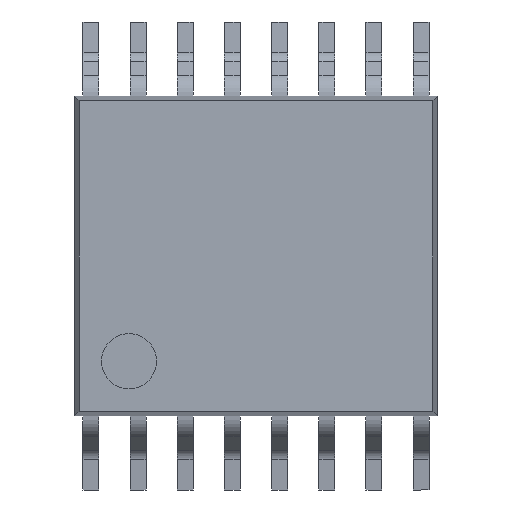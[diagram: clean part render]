
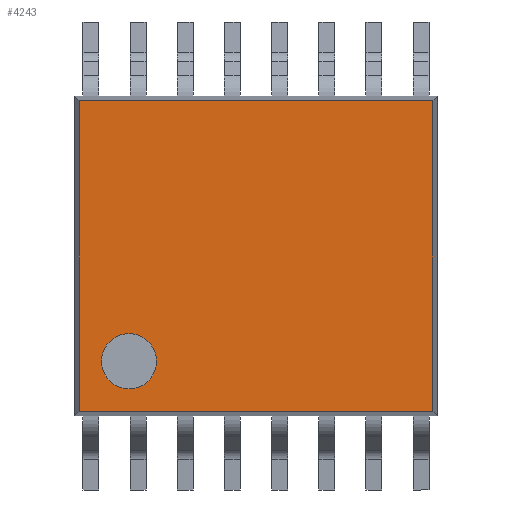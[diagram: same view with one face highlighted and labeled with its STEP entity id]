
A CAD part, front view. The second image highlights one B-rep face of the part: STEP entity #4243.
In plain terms, the highlighted planar face has unit normal (0, -1, 0).
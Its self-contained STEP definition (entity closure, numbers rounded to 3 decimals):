
#101=CIRCLE('',#4668,0.38);
#275=ORIENTED_EDGE('',*,*,#1519,.F.);
#276=ORIENTED_EDGE('',*,*,#1520,.T.);
#277=ORIENTED_EDGE('',*,*,#1521,.T.);
#278=ORIENTED_EDGE('',*,*,#1522,.T.);
#279=ORIENTED_EDGE('',*,*,#1523,.T.);
#1519=EDGE_CURVE('',#2141,#2141,#101,.T.);
#1520=EDGE_CURVE('',#2142,#2143,#2567,.T.);
#1521=EDGE_CURVE('',#2143,#2144,#2568,.T.);
#1522=EDGE_CURVE('',#2144,#2145,#2569,.T.);
#1523=EDGE_CURVE('',#2145,#2142,#2570,.T.);
#2141=VERTEX_POINT('',#6372);
#2142=VERTEX_POINT('',#6374);
#2143=VERTEX_POINT('',#6375);
#2144=VERTEX_POINT('',#6377);
#2145=VERTEX_POINT('',#6379);
#2567=LINE('',#6373,#3067);
#2568=LINE('',#6376,#3068);
#2569=LINE('',#6378,#3069);
#2570=LINE('',#6380,#3070);
#3067=VECTOR('',#5095,1000.);
#3068=VECTOR('',#5096,1000.);
#3069=VECTOR('',#5097,1000.);
#3070=VECTOR('',#5098,1000.);
#3550=EDGE_LOOP('',(#275));
#3551=EDGE_LOOP('',(#276,#277,#278,#279));
#3804=FACE_BOUND('',#3550,.T.);
#3805=FACE_BOUND('',#3551,.T.);
#4057=PLANE('',#4667);
#4243=ADVANCED_FACE('',(#3804,#3805),#4057,.F.);
#4667=AXIS2_PLACEMENT_3D('',#6370,#5091,#5092);
#4668=AXIS2_PLACEMENT_3D('',#6371,#5093,#5094);
#5091=DIRECTION('',(0.,1.,0.));
#5092=DIRECTION('',(0.,0.,1.));
#5093=DIRECTION('',(0.,-1.,0.));
#5094=DIRECTION('',(1.,0.,0.));
#5095=DIRECTION('',(0.,0.,-1.));
#5096=DIRECTION('',(1.,0.,0.));
#5097=DIRECTION('',(0.,0.,1.));
#5098=DIRECTION('',(-1.,0.,0.));
#6370=CARTESIAN_POINT('',(0.,0.,0.));
#6371=CARTESIAN_POINT('',(-1.75,0.,-1.45));
#6372=CARTESIAN_POINT('',(-1.37,0.,-1.45));
#6373=CARTESIAN_POINT('',(-2.439,0.,0.));
#6374=CARTESIAN_POINT('',(-2.439,0.,2.139));
#6375=CARTESIAN_POINT('',(-2.439,0.,-2.139));
#6376=CARTESIAN_POINT('',(0.,0.,-2.139));
#6377=CARTESIAN_POINT('',(2.439,0.,-2.139));
#6378=CARTESIAN_POINT('',(2.439,0.,0.));
#6379=CARTESIAN_POINT('',(2.439,0.,2.139));
#6380=CARTESIAN_POINT('',(0.,0.,2.139));
